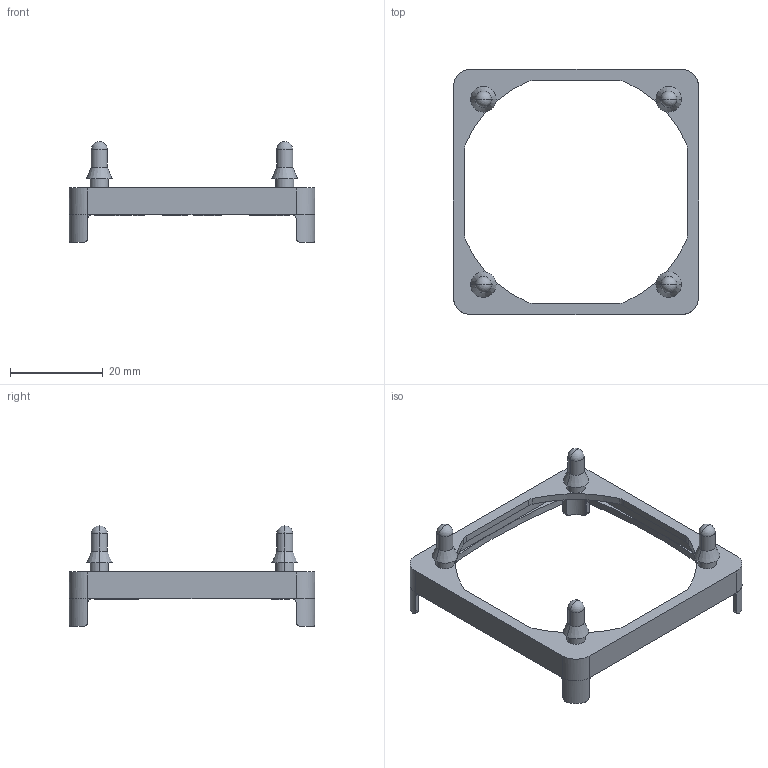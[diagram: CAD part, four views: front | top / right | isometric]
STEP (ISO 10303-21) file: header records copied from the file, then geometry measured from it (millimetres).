
FILE_DESCRIPTION((''),'2;1');
FILE_NAME('SLM-50-25-20-F-B40.stp','2012-04-16T13:40:36',(''),(''),'Mechanical Desktop.R8.0.24.0','Mechanical Desktop.R8.0.24.0',', , ');
FILE_SCHEMA(('CONFIG_CONTROL_DESIGN'));
Length unit declared in the file: millimetre
Products named in the file (2): SLM-50-25-20-F-B40 OVA; SLM-50-25-20-F-B40 OV
Assembly tree (1 placements, depth 2):
  SLM-50-25-20-F-B40 OVA
    SLM-50-25-20-F-B40 OV
Bounding box: 53 x 53 x 21.75 mm (x, y, z)
Volume: 3224.8 mm3; surface area: 4873.3 mm2
Topology: 1 solids, 1 shells, 981 faces, 2696 edges, 1767 vertices
Faces by surface type: bspline 497, plane 337, cylinder 111, sphere 24, cone 8, torus 4
Entity records: 34276 total; most frequent: CARTESIAN_POINT 12599, ORIENTED_EDGE 5344, DIRECTION 2901, EDGE_CURVE 2672, VERTEX_POINT 1767, VECTOR 1403, LINE 1403, EDGE_LOOP 1057
